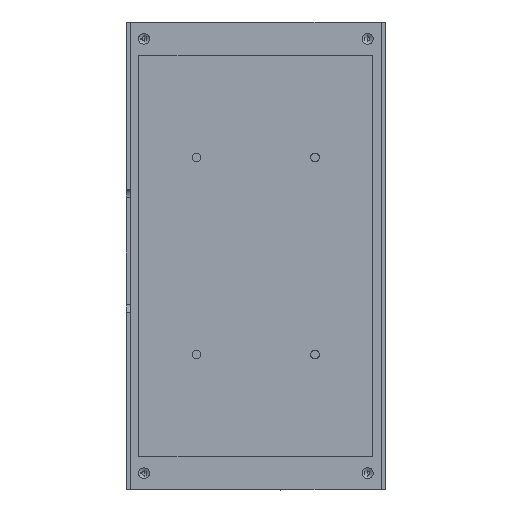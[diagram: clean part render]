
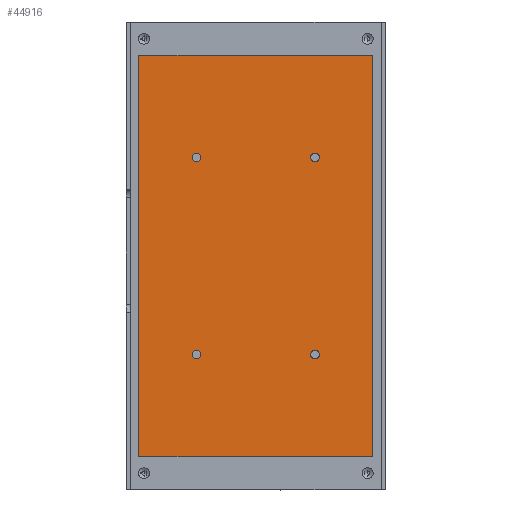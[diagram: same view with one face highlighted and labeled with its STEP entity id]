
A CAD part, front view. The second image highlights one B-rep face of the part: STEP entity #44916.
In plain terms, the highlighted face is planar.
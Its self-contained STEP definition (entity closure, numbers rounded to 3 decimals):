
#5119=VECTOR('',#50681,1.);
#5123=VECTOR('',#50686,1.);
#5126=VECTOR('',#50690,1.);
#5129=VECTOR('',#50694,1.);
#7914=LINE('',#58271,#5119);
#7918=LINE('',#58280,#5123);
#7921=LINE('',#58286,#5126);
#7924=LINE('',#58292,#5129);
#10752=PLANE('',#47725);
#11671=VERTEX_POINT('',#58201);
#11673=VERTEX_POINT('',#58207);
#11675=VERTEX_POINT('',#58213);
#11677=VERTEX_POINT('',#58219);
#11699=VERTEX_POINT('',#58272);
#11700=VERTEX_POINT('',#58273);
#11703=VERTEX_POINT('',#58281);
#11705=VERTEX_POINT('',#58287);
#16259=CIRCLE('',#47679,1.621);
#16261=CIRCLE('',#47683,1.621);
#16263=CIRCLE('',#47687,1.621);
#16265=CIRCLE('',#47691,1.621);
#17567=EDGE_CURVE('',#11671,#11671,#16259,.T.);
#17569=EDGE_CURVE('',#11673,#11673,#16261,.T.);
#17571=EDGE_CURVE('',#11675,#11675,#16263,.T.);
#17573=EDGE_CURVE('',#11677,#11677,#16265,.T.);
#17588=EDGE_CURVE('',#11699,#11700,#7914,.T.);
#17592=EDGE_CURVE('',#11700,#11703,#7918,.T.);
#17595=EDGE_CURVE('',#11703,#11705,#7921,.T.);
#17598=EDGE_CURVE('',#11705,#11699,#7924,.T.);
#24539=ORIENTED_EDGE('',*,*,#17567,.T.);
#24540=ORIENTED_EDGE('',*,*,#17569,.T.);
#24541=ORIENTED_EDGE('',*,*,#17571,.T.);
#24542=ORIENTED_EDGE('',*,*,#17573,.T.);
#24543=ORIENTED_EDGE('',*,*,#17588,.F.);
#24544=ORIENTED_EDGE('',*,*,#17598,.F.);
#24545=ORIENTED_EDGE('',*,*,#17595,.F.);
#24546=ORIENTED_EDGE('',*,*,#17592,.F.);
#38373=EDGE_LOOP('',(#24539));
#38374=EDGE_LOOP('',(#24540));
#38375=EDGE_LOOP('',(#24541));
#38376=EDGE_LOOP('',(#24542));
#38377=EDGE_LOOP('',(#24543,#24544,#24545,#24546));
#41654=FACE_BOUND('',#38373,.T.);
#41655=FACE_BOUND('',#38374,.T.);
#41656=FACE_BOUND('',#38375,.T.);
#41657=FACE_BOUND('',#38376,.T.);
#41658=FACE_BOUND('',#38377,.T.);
#44916=ADVANCED_FACE('',(#41654,#41655,#41656,#41657,#41658),#10752,.T.);
#47679=AXIS2_PLACEMENT_3D('',#58200,#50600,#50601);
#47683=AXIS2_PLACEMENT_3D('',#58206,#50607,#50608);
#47687=AXIS2_PLACEMENT_3D('',#58212,#50614,#50615);
#47691=AXIS2_PLACEMENT_3D('',#58218,#50621,#50622);
#47725=AXIS2_PLACEMENT_3D('',#58294,#50696,$);
#50600=DIRECTION('',(0.,0.,-1.));
#50601=DIRECTION('',(0.,1.621,0.));
#50607=DIRECTION('',(0.,0.,-1.));
#50608=DIRECTION('',(0.,1.621,0.));
#50614=DIRECTION('',(0.,0.,-1.));
#50615=DIRECTION('',(0.,1.621,0.));
#50621=DIRECTION('',(0.,0.,-1.));
#50622=DIRECTION('',(0.,1.621,0.));
#50681=DIRECTION('',(1.,0.,0.));
#50686=DIRECTION('',(0.,-1.,0.));
#50690=DIRECTION('',(-1.,0.,0.));
#50694=DIRECTION('',(0.,1.,0.));
#50696=DIRECTION('',(0.,0.,1.));
#58200=CARTESIAN_POINT('',(-37.465,-22.479,12.446));
#58201=CARTESIAN_POINT('',(-37.465,-20.858,12.446));
#58206=CARTESIAN_POINT('',(37.465,-22.479,12.446));
#58207=CARTESIAN_POINT('',(37.465,-20.858,12.446));
#58212=CARTESIAN_POINT('',(37.465,22.479,12.446));
#58213=CARTESIAN_POINT('',(37.465,24.1,12.446));
#58218=CARTESIAN_POINT('',(-37.465,22.479,12.446));
#58219=CARTESIAN_POINT('',(-37.465,24.1,12.446));
#58271=CARTESIAN_POINT('',(76.2,44.45,12.446));
#58272=CARTESIAN_POINT('',(-76.2,44.45,12.446));
#58273=CARTESIAN_POINT('',(76.2,44.45,12.446));
#58280=CARTESIAN_POINT('',(76.2,-44.45,12.446));
#58281=CARTESIAN_POINT('',(76.2,-44.45,12.446));
#58286=CARTESIAN_POINT('',(-76.2,-44.45,12.446));
#58287=CARTESIAN_POINT('',(-76.2,-44.45,12.446));
#58292=CARTESIAN_POINT('',(-76.2,44.45,12.446));
#58294=CARTESIAN_POINT('',(0.,0.,12.446));
